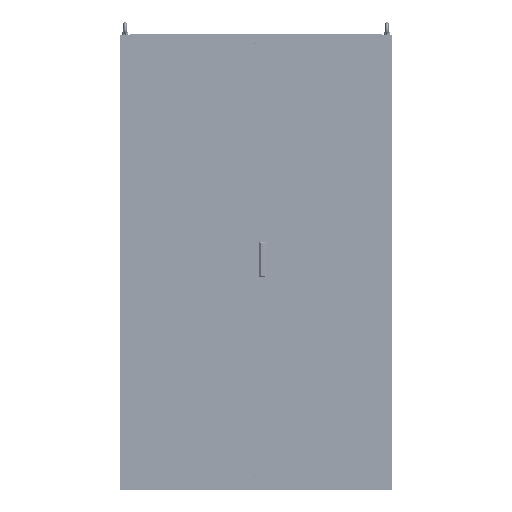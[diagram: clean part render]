
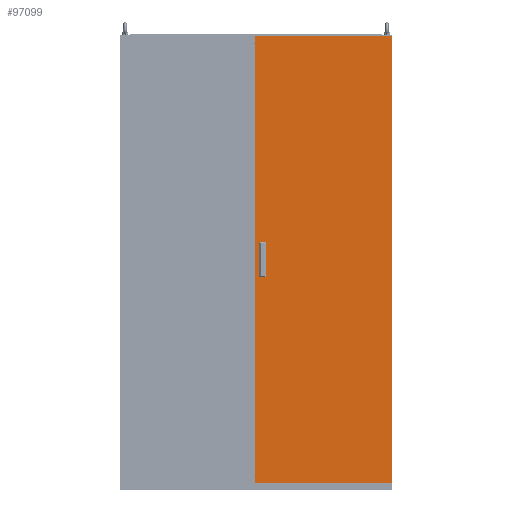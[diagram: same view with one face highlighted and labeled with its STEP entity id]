
A CAD part, top view. The second image highlights one B-rep face of the part: STEP entity #97099.
In plain terms, the highlighted planar face has unit normal (0, 0, 1).
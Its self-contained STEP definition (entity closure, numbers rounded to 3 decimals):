
#1368 = CARTESIAN_POINT ( 'NONE',  ( 0., 0., 0. ) ) ;
#6535 = VECTOR ( 'NONE', #153898, 1000. ) ;
#6579 = DIRECTION ( 'NONE',  ( 0., -1., 0. ) ) ;
#9949 = DIRECTION ( 'NONE',  ( 0., -1., 0. ) ) ;
#13113 = VECTOR ( 'NONE', #91603, 1000. ) ;
#14799 = CARTESIAN_POINT ( 'NONE',  ( 41.5, -61.5, 0. ) ) ;
#15202 = LINE ( 'NONE', #158639, #112348 ) ;
#19905 = LINE ( 'NONE', #199748, #13113 ) ;
#21321 = DIRECTION ( 'NONE',  ( 0., 0., 1. ) ) ;
#23069 = LINE ( 'NONE', #81800, #41619 ) ;
#23294 = VECTOR ( 'NONE', #133502, 1000. ) ;
#26482 = CARTESIAN_POINT ( 'NONE',  ( -3., 997., 0. ) ) ;
#37744 = CARTESIAN_POINT ( 'NONE',  ( 41.5, 88.5, 0. ) ) ;
#38695 = DIRECTION ( 'NONE',  ( -1., 0., 0. ) ) ;
#41619 = VECTOR ( 'NONE', #6579, 1000. ) ;
#41938 = LINE ( 'NONE', #134646, #23294 ) ;
#44499 = CARTESIAN_POINT ( 'NONE',  ( 41.5, -11.5, 0. ) ) ;
#44918 = LINE ( 'NONE', #76693, #184616 ) ;
#45280 = LINE ( 'NONE', #170967, #222895 ) ;
#45840 = VERTEX_POINT ( 'NONE', #205302 ) ;
#48837 = EDGE_CURVE ( 'NONE', #147093, #114338, #41938, .T. ) ;
#51328 = ORIENTED_EDGE ( 'NONE', *, *, #121844, .F. ) ;
#54302 = FACE_OUTER_BOUND ( 'NONE', #111825, .T. ) ;
#55687 = VERTEX_POINT ( 'NONE', #102025 ) ;
#58557 = ORIENTED_EDGE ( 'NONE', *, *, #188587, .T. ) ;
#59795 = LINE ( 'NONE', #44499, #122552 ) ;
#69040 = VECTOR ( 'NONE', #96814, 1000. ) ;
#72791 = CARTESIAN_POINT ( 'NONE',  ( 41.5, 88.5, 0. ) ) ;
#76693 = CARTESIAN_POINT ( 'NONE',  ( 16.5, 38.5, 0. ) ) ;
#77427 = EDGE_CURVE ( 'NONE', #55687, #224708, #142747, .T. ) ;
#77600 = ORIENTED_EDGE ( 'NONE', *, *, #100662, .F. ) ;
#79772 = DIRECTION ( 'NONE',  ( -1., 0., 0. ) ) ;
#80345 = ORIENTED_EDGE ( 'NONE', *, *, #104094, .F. ) ;
#80898 = VECTOR ( 'NONE', #92207, 1000. ) ;
#81800 = CARTESIAN_POINT ( 'NONE',  ( 16.5, -61.5, 0. ) ) ;
#88118 = ORIENTED_EDGE ( 'NONE', *, *, #195784, .F. ) ;
#90379 = LINE ( 'NONE', #72791, #183563 ) ;
#91603 = DIRECTION ( 'NONE',  ( 0., 1., 0. ) ) ;
#91629 = VECTOR ( 'NONE', #175757, 1000. ) ;
#92207 = DIRECTION ( 'NONE',  ( 1., 0., 0. ) ) ;
#94516 = LINE ( 'NONE', #148544, #69040 ) ;
#95536 = AXIS2_PLACEMENT_3D ( 'NONE', #1368, #21321, #216490 ) ;
#95812 = CARTESIAN_POINT ( 'NONE',  ( 41.5, -11.5, 0. ) ) ;
#96345 = CARTESIAN_POINT ( 'NONE',  ( 597., 997., 0. ) ) ;
#96814 = DIRECTION ( 'NONE',  ( 0., 1., 0. ) ) ;
#97099 = ADVANCED_FACE ( 'NONE', ( #143584, #215363, #54302 ), #162407, .T. ) ;
#97496 = CARTESIAN_POINT ( 'NONE',  ( 41.5, 38.5, 0. ) ) ;
#100662 = EDGE_CURVE ( 'NONE', #223665, #223415, #15202, .T. ) ;
#102025 = CARTESIAN_POINT ( 'NONE',  ( -3., -970., 0. ) ) ;
#104094 = EDGE_CURVE ( 'NONE', #119694, #221009, #44918, .T. ) ;
#105981 = EDGE_CURVE ( 'NONE', #227745, #55687, #45280, .T. ) ;
#109870 = CARTESIAN_POINT ( 'NONE',  ( -3., -970., 0. ) ) ;
#111825 = EDGE_LOOP ( 'NONE', ( #224719, #183918, #58557, #160188 ) ) ;
#112348 = VECTOR ( 'NONE', #122131, 1000. ) ;
#114338 = VERTEX_POINT ( 'NONE', #37744 ) ;
#114697 = CARTESIAN_POINT ( 'NONE',  ( -3., 997., 0. ) ) ;
#119694 = VERTEX_POINT ( 'NONE', #124720 ) ;
#121844 = EDGE_CURVE ( 'NONE', #223415, #159077, #94516, .T. ) ;
#122131 = DIRECTION ( 'NONE',  ( 1., 0., 0. ) ) ;
#122552 = VECTOR ( 'NONE', #79772, 1000. ) ;
#124720 = CARTESIAN_POINT ( 'NONE',  ( 16.5, 88.5, 0. ) ) ;
#127853 = ORIENTED_EDGE ( 'NONE', *, *, #184556, .F. ) ;
#132578 = ORIENTED_EDGE ( 'NONE', *, *, #181849, .F. ) ;
#133502 = DIRECTION ( 'NONE',  ( 0., 1., 0. ) ) ;
#134638 = CARTESIAN_POINT ( 'NONE',  ( 16.5, 38.5, 0. ) ) ;
#134646 = CARTESIAN_POINT ( 'NONE',  ( 41.5, 38.5, 0. ) ) ;
#137937 = CARTESIAN_POINT ( 'NONE',  ( 16.5, -61.5, 0. ) ) ;
#142747 = LINE ( 'NONE', #109870, #80898 ) ;
#143584 = FACE_BOUND ( 'NONE', #167446, .T. ) ;
#147093 = VERTEX_POINT ( 'NONE', #151058 ) ;
#148544 = CARTESIAN_POINT ( 'NONE',  ( 41.5, -61.5, 0. ) ) ;
#149526 = DIRECTION ( 'NONE',  ( 0., -1., 0. ) ) ;
#151058 = CARTESIAN_POINT ( 'NONE',  ( 41.5, 38.5, 0. ) ) ;
#152752 = LINE ( 'NONE', #97496, #6535 ) ;
#153898 = DIRECTION ( 'NONE',  ( 1., 0., 0. ) ) ;
#158639 = CARTESIAN_POINT ( 'NONE',  ( 41.5, -61.5, 0. ) ) ;
#159077 = VERTEX_POINT ( 'NONE', #95812 ) ;
#160188 = ORIENTED_EDGE ( 'NONE', *, *, #207501, .T. ) ;
#162407 = PLANE ( 'NONE',  #95536 ) ;
#167446 = EDGE_LOOP ( 'NONE', ( #80345, #88118, #231415, #132578 ) ) ;
#170967 = CARTESIAN_POINT ( 'NONE',  ( -3., 997., 0. ) ) ;
#175757 = DIRECTION ( 'NONE',  ( -1., 0., 0. ) ) ;
#181849 = EDGE_CURVE ( 'NONE', #221009, #147093, #152752, .T. ) ;
#183563 = VECTOR ( 'NONE', #38695, 1000. ) ;
#183918 = ORIENTED_EDGE ( 'NONE', *, *, #77427, .T. ) ;
#184227 = EDGE_LOOP ( 'NONE', ( #127853, #201823, #51328, #77600 ) ) ;
#184556 = EDGE_CURVE ( 'NONE', #45840, #223665, #23069, .T. ) ;
#184616 = VECTOR ( 'NONE', #149526, 1000. ) ;
#188587 = EDGE_CURVE ( 'NONE', #224708, #210163, #19905, .T. ) ;
#195784 = EDGE_CURVE ( 'NONE', #114338, #119694, #90379, .T. ) ;
#199748 = CARTESIAN_POINT ( 'NONE',  ( 597., 997., 0. ) ) ;
#201823 = ORIENTED_EDGE ( 'NONE', *, *, #229718, .F. ) ;
#204064 = LINE ( 'NONE', #114697, #91629 ) ;
#205302 = CARTESIAN_POINT ( 'NONE',  ( 16.5, -11.5, 0. ) ) ;
#207501 = EDGE_CURVE ( 'NONE', #210163, #227745, #204064, .T. ) ;
#210163 = VERTEX_POINT ( 'NONE', #96345 ) ;
#215363 = FACE_BOUND ( 'NONE', #184227, .T. ) ;
#216490 = DIRECTION ( 'NONE',  ( 1., 0., 0. ) ) ;
#218629 = CARTESIAN_POINT ( 'NONE',  ( 597., -970., 0. ) ) ;
#221009 = VERTEX_POINT ( 'NONE', #134638 ) ;
#222895 = VECTOR ( 'NONE', #9949, 1000. ) ;
#223415 = VERTEX_POINT ( 'NONE', #14799 ) ;
#223665 = VERTEX_POINT ( 'NONE', #137937 ) ;
#224708 = VERTEX_POINT ( 'NONE', #218629 ) ;
#224719 = ORIENTED_EDGE ( 'NONE', *, *, #105981, .T. ) ;
#227745 = VERTEX_POINT ( 'NONE', #26482 ) ;
#229718 = EDGE_CURVE ( 'NONE', #159077, #45840, #59795, .T. ) ;
#231415 = ORIENTED_EDGE ( 'NONE', *, *, #48837, .F. ) ;
